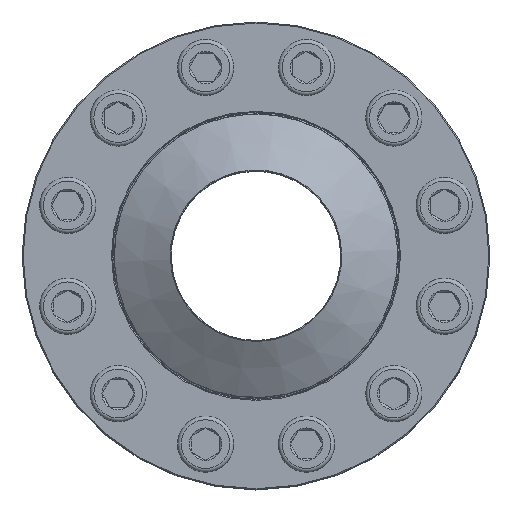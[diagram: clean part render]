
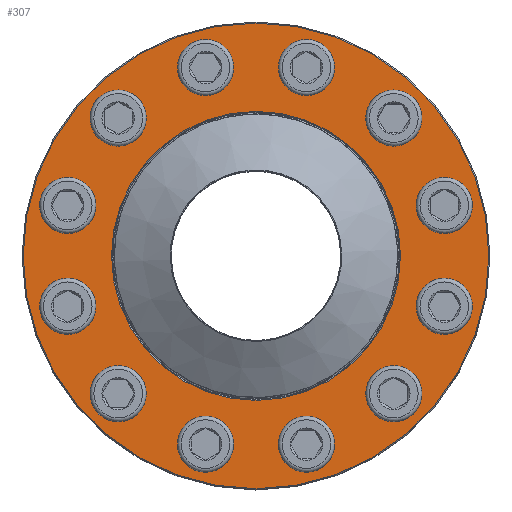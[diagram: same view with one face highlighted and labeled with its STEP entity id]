
A CAD part, top view. The second image highlights one B-rep face of the part: STEP entity #307.
In plain terms, the highlighted planar face has unit normal (0, 0, 1).
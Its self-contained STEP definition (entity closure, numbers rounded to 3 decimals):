
#307=ADVANCED_FACE('',(#398,#399,#400,#401,#402,#403,#404,#405,#406,#407),
#372,.T.);
#372=PLANE('',#1175);
#398=FACE_BOUND('',#555,.T.);
#399=FACE_BOUND('',#556,.T.);
#400=FACE_BOUND('',#557,.T.);
#401=FACE_BOUND('',#558,.T.);
#402=FACE_BOUND('',#559,.T.);
#403=FACE_BOUND('',#560,.T.);
#404=FACE_BOUND('',#561,.T.);
#405=FACE_BOUND('',#562,.T.);
#406=FACE_BOUND('',#563,.T.);
#407=FACE_BOUND('',#564,.T.);
#555=EDGE_LOOP('',(#745));
#556=EDGE_LOOP('',(#746));
#557=EDGE_LOOP('',(#747));
#558=EDGE_LOOP('',(#748));
#559=EDGE_LOOP('',(#749));
#560=EDGE_LOOP('',(#750));
#561=EDGE_LOOP('',(#751));
#562=EDGE_LOOP('',(#752));
#563=EDGE_LOOP('',(#753));
#564=EDGE_LOOP('',(#754));
#745=ORIENTED_EDGE('',*,*,#987,.T.);
#746=ORIENTED_EDGE('',*,*,#988,.T.);
#747=ORIENTED_EDGE('',*,*,#989,.T.);
#748=ORIENTED_EDGE('',*,*,#990,.T.);
#749=ORIENTED_EDGE('',*,*,#991,.T.);
#750=ORIENTED_EDGE('',*,*,#992,.T.);
#751=ORIENTED_EDGE('',*,*,#993,.T.);
#752=ORIENTED_EDGE('',*,*,#994,.T.);
#753=ORIENTED_EDGE('',*,*,#995,.T.);
#754=ORIENTED_EDGE('',*,*,#996,.T.);
#891=VERTEX_POINT('',#1761);
#892=VERTEX_POINT('',#1763);
#893=VERTEX_POINT('',#1765);
#894=VERTEX_POINT('',#1767);
#895=VERTEX_POINT('',#1769);
#896=VERTEX_POINT('',#1771);
#897=VERTEX_POINT('',#1773);
#898=VERTEX_POINT('',#1775);
#899=VERTEX_POINT('',#1777);
#900=VERTEX_POINT('',#1779);
#987=EDGE_CURVE('',#891,#891,#1064,.T.);
#988=EDGE_CURVE('',#892,#892,#1065,.T.);
#989=EDGE_CURVE('',#893,#893,#1066,.T.);
#990=EDGE_CURVE('',#894,#894,#1067,.T.);
#991=EDGE_CURVE('',#895,#895,#1068,.T.);
#992=EDGE_CURVE('',#896,#896,#1069,.T.);
#993=EDGE_CURVE('',#897,#897,#1070,.T.);
#994=EDGE_CURVE('',#898,#898,#1071,.T.);
#995=EDGE_CURVE('',#899,#899,#1072,.T.);
#996=EDGE_CURVE('',#900,#900,#1073,.T.);
#1064=CIRCLE('',#1165,19.5);
#1065=CIRCLE('',#1166,19.5);
#1066=CIRCLE('',#1167,19.5);
#1067=CIRCLE('',#1168,19.5);
#1068=CIRCLE('',#1169,19.5);
#1069=CIRCLE('',#1170,19.5);
#1070=CIRCLE('',#1171,19.5);
#1071=CIRCLE('',#1172,19.5);
#1072=CIRCLE('',#1173,224.);
#1073=CIRCLE('',#1174,139.);
#1165=AXIS2_PLACEMENT_3D('',#1760,#1388,#1389);
#1166=AXIS2_PLACEMENT_3D('',#1762,#1390,#1391);
#1167=AXIS2_PLACEMENT_3D('',#1764,#1392,#1393);
#1168=AXIS2_PLACEMENT_3D('',#1766,#1394,#1395);
#1169=AXIS2_PLACEMENT_3D('',#1768,#1396,#1397);
#1170=AXIS2_PLACEMENT_3D('',#1770,#1398,#1399);
#1171=AXIS2_PLACEMENT_3D('',#1772,#1400,#1401);
#1172=AXIS2_PLACEMENT_3D('',#1774,#1402,#1403);
#1173=AXIS2_PLACEMENT_3D('',#1776,#1404,#1405);
#1174=AXIS2_PLACEMENT_3D('',#1778,#1406,#1407);
#1175=AXIS2_PLACEMENT_3D('',#1780,#1408,#1409);
#1388=DIRECTION('',(0.,0.,-1.));
#1389=DIRECTION('',(1.,0.,0.));
#1390=DIRECTION('',(0.,0.,-1.));
#1391=DIRECTION('',(1.,0.,0.));
#1392=DIRECTION('',(0.,0.,-1.));
#1393=DIRECTION('',(1.,0.,0.));
#1394=DIRECTION('',(0.,0.,-1.));
#1395=DIRECTION('',(1.,0.,0.));
#1396=DIRECTION('',(0.,0.,-1.));
#1397=DIRECTION('',(1.,0.,0.));
#1398=DIRECTION('',(0.,0.,-1.));
#1399=DIRECTION('',(1.,0.,0.));
#1400=DIRECTION('',(0.,0.,-1.));
#1401=DIRECTION('',(1.,0.,0.));
#1402=DIRECTION('',(0.,0.,-1.));
#1403=DIRECTION('',(1.,0.,0.));
#1404=DIRECTION('',(0.,0.,1.));
#1405=DIRECTION('',(1.,0.,0.));
#1406=DIRECTION('',(0.,0.,-1.));
#1407=DIRECTION('',(1.,0.,0.));
#1408=DIRECTION('',(0.,0.,1.));
#1409=DIRECTION('',(1.,0.,0.));
#1760=CARTESIAN_POINT('',(48.529,181.111,110.));
#1761=CARTESIAN_POINT('',(68.029,181.111,110.));
#1762=CARTESIAN_POINT('',(132.583,132.583,110.));
#1763=CARTESIAN_POINT('',(152.083,132.583,110.));
#1764=CARTESIAN_POINT('',(181.111,48.529,110.));
#1765=CARTESIAN_POINT('',(200.611,48.529,110.));
#1766=CARTESIAN_POINT('',(181.111,-48.529,110.));
#1767=CARTESIAN_POINT('',(200.611,-48.529,110.));
#1768=CARTESIAN_POINT('',(132.583,-132.583,110.));
#1769=CARTESIAN_POINT('',(152.083,-132.583,110.));
#1770=CARTESIAN_POINT('',(48.529,-181.111,110.));
#1771=CARTESIAN_POINT('',(68.029,-181.111,110.));
#1772=CARTESIAN_POINT('',(-48.529,-181.111,110.));
#1773=CARTESIAN_POINT('',(-29.029,-181.111,110.));
#1774=CARTESIAN_POINT('',(-132.583,-132.583,110.));
#1775=CARTESIAN_POINT('',(-113.083,-132.583,110.));
#1776=CARTESIAN_POINT('',(0.,0.,110.));
#1777=CARTESIAN_POINT('',(224.,0.,110.));
#1778=CARTESIAN_POINT('',(0.,0.,110.));
#1779=CARTESIAN_POINT('',(139.,0.,110.));
#1780=CARTESIAN_POINT('',(0.,0.,110.));
